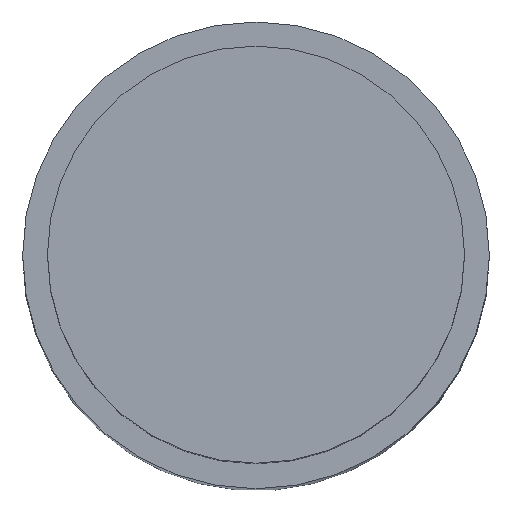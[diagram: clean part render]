
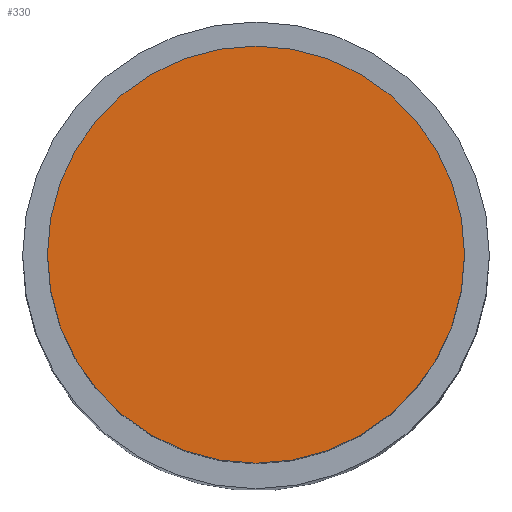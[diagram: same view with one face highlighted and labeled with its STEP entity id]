
A CAD part, top view. The second image highlights one B-rep face of the part: STEP entity #330.
In plain terms, the highlighted planar face has unit normal (0, 0, 1).
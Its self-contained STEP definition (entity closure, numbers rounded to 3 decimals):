
#91=CARTESIAN_POINT('',(0.,0.,0.));
#92=DIRECTION('',(0.,0.,-1.));
#93=DIRECTION('',(1.,0.,0.));
#94=AXIS2_PLACEMENT_3D('',#91,#92,#93);
#96=CARTESIAN_POINT('',(0.,0.,0.));
#97=DIRECTION('',(0.,0.,-1.));
#98=DIRECTION('',(-1.,0.,0.));
#99=AXIS2_PLACEMENT_3D('',#96,#97,#98);
#173=CARTESIAN_POINT('',(-3.575,0.,0.));
#174=VERTEX_POINT('',#173);
#175=CARTESIAN_POINT('',(3.575,0.,0.));
#176=VERTEX_POINT('',#175);
#321=CARTESIAN_POINT('',(0.,0.,0.));
#322=DIRECTION('',(0.,0.,-1.));
#323=DIRECTION('',(1.,0.,0.));
#324=AXIS2_PLACEMENT_3D('',#321,#322,#323);
#325=PLANE('',#324);
#326=ORIENTED_EDGE('',*,*,#314,.T.);
#327=ORIENTED_EDGE('',*,*,#303,.T.);
#328=EDGE_LOOP('',(#326,#327));
#329=FACE_OUTER_BOUND('',#328,.F.);
#330=ADVANCED_FACE('',(#329),#325,.F.);
#95=CIRCLE('',#94,3.575);
#100=CIRCLE('',#99,3.575);
#303=EDGE_CURVE('',#174,#176,#100,.T.);
#314=EDGE_CURVE('',#176,#174,#95,.T.);
